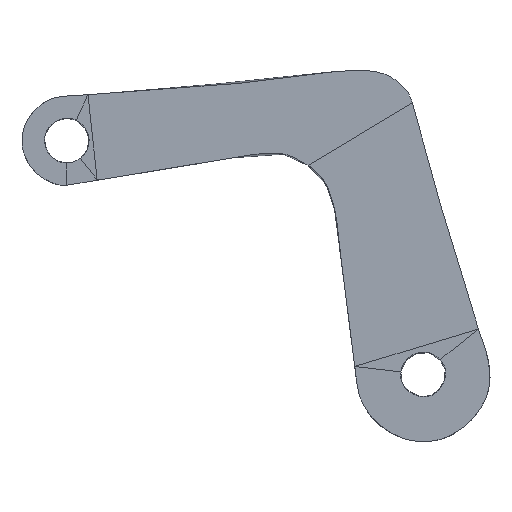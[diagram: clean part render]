
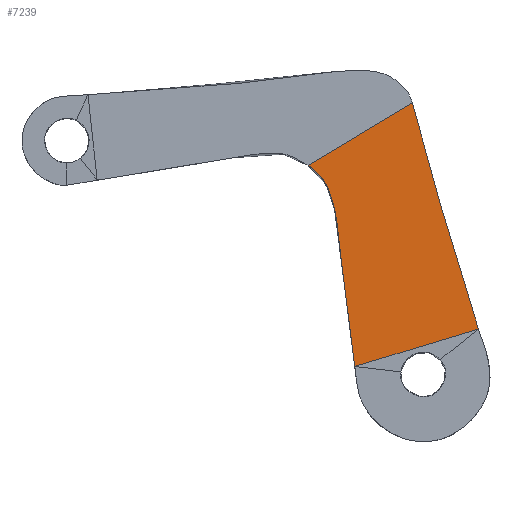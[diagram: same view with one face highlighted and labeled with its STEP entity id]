
A CAD part, top view. The second image highlights one B-rep face of the part: STEP entity #7239.
In plain terms, the highlighted free-form (B-spline) face has degree [3, 3] with [8, 7] control points.
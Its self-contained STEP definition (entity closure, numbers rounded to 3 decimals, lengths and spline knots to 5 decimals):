
#61= CARTESIAN_POINT($,(0.23946,-0.0704,
0.005));
#63= VERTEX_POINT($,#61);
#64= CARTESIAN_POINT($,(0.35163,-0.00306,
0.005));
#66= VERTEX_POINT($,#64);
#67= CARTESIAN_POINT($,(0.2897,-0.28675,
0.005));
#69= VERTEX_POINT($,#67);
#70= CARTESIAN_POINT($,(0.42285,-0.24652,
0.005));
#72= VERTEX_POINT($,#70);
#451= B_SPLINE_CURVE_WITH_KNOTS($,3,(#453,#455,#457,#459,#461,#463,#465,
#467),$,.F.,$,(4,1,1,1,1,4),(0.,0.125,0.25,0.5,0.75,1.),$);
#453= CARTESIAN_POINT($,(0.35163,-0.00306,
0.005));
#455= CARTESIAN_POINT($,(0.35391,-0.01191,
0.005));
#457= CARTESIAN_POINT($,(0.35868,-0.03009,
0.005));
#459= CARTESIAN_POINT($,(0.36905,-0.06811,
0.005));
#461= CARTESIAN_POINT($,(0.3834,-0.11835,
0.005));
#463= CARTESIAN_POINT($,(0.4024,-0.18161,
0.005));
#465= CARTESIAN_POINT($,(0.41594,-0.22485,
0.005));
#467= CARTESIAN_POINT($,(0.42285,-0.24652,
0.005));
#2071= B_SPLINE_CURVE_WITH_KNOTS($,3,(#2073,#2075,#2077,#2079,#2081,
#2083,#2085,#2087),$,.F.,$,(4,1,1,1,1,4),(0.,0.25,0.5,0.75,0.875,1.),$);
#2073= CARTESIAN_POINT($,(0.2897,-0.28675,
0.005));
#2075= CARTESIAN_POINT($,(0.28765,-0.26791,
0.005));
#2077= CARTESIAN_POINT($,(0.28259,-0.23042,
0.005));
#2079= CARTESIAN_POINT($,(0.275,-0.17415,
0.005));
#2081= CARTESIAN_POINT($,(0.27114,-0.12678,
0.005));
#2083= CARTESIAN_POINT($,(0.26115,-0.09136,
0.005));
#2085= CARTESIAN_POINT($,(0.24877,-0.07656,
0.005));
#2087= CARTESIAN_POINT($,(0.23946,-0.0704,
0.005));
#2129= B_SPLINE_CURVE_WITH_KNOTS($,3,(#2131,#2133,#2135,#2137,#2139,
#2141,#2143),$,.F.,$,(4,1,1,1,4),(0.,0.25,0.5,0.75,1.),$);
#2131= CARTESIAN_POINT($,(0.23946,-0.0704,
0.005));
#2133= CARTESIAN_POINT($,(0.24881,-0.06479,
0.005));
#2135= CARTESIAN_POINT($,(0.2675,-0.05357,
0.005));
#2137= CARTESIAN_POINT($,(0.29555,-0.03673,
0.005));
#2139= CARTESIAN_POINT($,(0.32359,-0.01989,
0.005));
#2141= CARTESIAN_POINT($,(0.34228,-0.00867,
0.005));
#2143= CARTESIAN_POINT($,(0.35163,-0.00306,
0.005));
#2209= B_SPLINE_CURVE_WITH_KNOTS($,3,(#2211,#2213,#2215,#2217,#2219,
#2221,#2223),$,.F.,$,(4,1,1,1,4),(0.,0.25,0.5,0.75,1.),$);
#2211= CARTESIAN_POINT($,(0.2897,-0.28675,
0.005));
#2213= CARTESIAN_POINT($,(0.30079,-0.28339,
0.005));
#2215= CARTESIAN_POINT($,(0.32298,-0.27669,
0.005));
#2217= CARTESIAN_POINT($,(0.35627,-0.26663,
0.005));
#2219= CARTESIAN_POINT($,(0.38956,-0.25657,
0.005));
#2221= CARTESIAN_POINT($,(0.41175,-0.24987,
0.005));
#2223= CARTESIAN_POINT($,(0.42285,-0.24652,
0.005));
#3067= EDGE_CURVE($,#66,#72,#451,.T.);
#3069= ORIENTED_EDGE($,*,*,#3067,.F.);
#3223= EDGE_CURVE($,#69,#63,#2071,.T.);
#3225= ORIENTED_EDGE($,*,*,#3223,.F.);
#3226= EDGE_CURVE($,#63,#66,#2129,.T.);
#3228= ORIENTED_EDGE($,*,*,#3226,.F.);
#3232= EDGE_CURVE($,#69,#72,#2209,.T.);
#3233= ORIENTED_EDGE($,*,*,#3232,.T.);
#6113= B_SPLINE_SURFACE_WITH_KNOTS($,3,3,((#6116,#6118,#6120,#6122,#6124
,#6126,#6128),(#6131,#6133,#6135,#6137,#6139,#6141,#6143),(#6146,#6148,
#6150,#6152,#6154,#6156,#6158),(#6161,#6163,#6165,#6167,#6169,#6171,
#6173),(#6176,#6178,#6180,#6182,#6184,#6186,#6188),(#6191,#6193,#6195,
#6197,#6199,#6201,#6203),(#6206,#6208,#6210,#6212,#6214,#6216,#6218),(
#6221,#6223,#6225,#6227,#6229,#6231,#6233)),$,$,$,$,(4,1,1,1,1,4),(4,1,1
,1,4),(0.,0.125,0.25,0.5,0.75,1.),(0.,0.25,0.5,0.75,1.),
.UNSPECIFIED.);
#6116= CARTESIAN_POINT($,(0.23946,-0.0704,
0.005));
#6118= CARTESIAN_POINT($,(0.24881,-0.06479,
0.005));
#6120= CARTESIAN_POINT($,(0.2675,-0.05357,
0.005));
#6122= CARTESIAN_POINT($,(0.29555,-0.03673,
0.005));
#6124= CARTESIAN_POINT($,(0.32359,-0.01989,
0.005));
#6126= CARTESIAN_POINT($,(0.34228,-0.00867,
0.005));
#6128= CARTESIAN_POINT($,(0.35163,-0.00306,
0.005));
#6131= CARTESIAN_POINT($,(0.24877,-0.07656,
0.005));
#6133= CARTESIAN_POINT($,(0.25753,-0.07117,
0.005));
#6135= CARTESIAN_POINT($,(0.27505,-0.0604,
0.005));
#6137= CARTESIAN_POINT($,(0.30134,-0.04423,
0.005));
#6139= CARTESIAN_POINT($,(0.32762,-0.02807,
0.005));
#6141= CARTESIAN_POINT($,(0.34515,-0.01729,
0.005));
#6143= CARTESIAN_POINT($,(0.35391,-0.01191,
0.005));
#6146= CARTESIAN_POINT($,(0.26115,-0.09136,
0.005));
#6148= CARTESIAN_POINT($,(0.26928,-0.08626,
0.005));
#6150= CARTESIAN_POINT($,(0.28553,-0.07604,
0.005));
#6152= CARTESIAN_POINT($,(0.30991,-0.06072,
0.005));
#6154= CARTESIAN_POINT($,(0.3343,-0.0454,
0.005));
#6156= CARTESIAN_POINT($,(0.35055,-0.03519,
0.005));
#6158= CARTESIAN_POINT($,(0.35868,-0.03009,
0.005));
#6161= CARTESIAN_POINT($,(0.27114,-0.12678,
0.005));
#6163= CARTESIAN_POINT($,(0.2793,-0.12189,
0.005));
#6165= CARTESIAN_POINT($,(0.29561,-0.11211,
0.005));
#6167= CARTESIAN_POINT($,(0.32009,-0.09745,
0.005));
#6169= CARTESIAN_POINT($,(0.34457,-0.08278,
0.005));
#6171= CARTESIAN_POINT($,(0.36089,-0.073,
0.005));
#6173= CARTESIAN_POINT($,(0.36905,-0.06811,
0.005));
#6176= CARTESIAN_POINT($,(0.275,-0.17415,
0.005));
#6178= CARTESIAN_POINT($,(0.28403,-0.1695,
0.005));
#6180= CARTESIAN_POINT($,(0.3021,-0.1602,
0.005));
#6182= CARTESIAN_POINT($,(0.3292,-0.14625,
0.005));
#6184= CARTESIAN_POINT($,(0.3563,-0.13231,
0.005));
#6186= CARTESIAN_POINT($,(0.37437,-0.12301,
0.005));
#6188= CARTESIAN_POINT($,(0.3834,-0.11835,
0.005));
#6191= CARTESIAN_POINT($,(0.28259,-0.23042,
0.005));
#6193= CARTESIAN_POINT($,(0.29258,-0.22635,
0.005));
#6195= CARTESIAN_POINT($,(0.31254,-0.21822,
0.005));
#6197= CARTESIAN_POINT($,(0.3425,-0.20602,
0.005));
#6199= CARTESIAN_POINT($,(0.37245,-0.19382,
0.005));
#6201= CARTESIAN_POINT($,(0.39242,-0.18568,
0.005));
#6203= CARTESIAN_POINT($,(0.4024,-0.18161,
0.005));
#6206= CARTESIAN_POINT($,(0.28765,-0.26791,
0.005));
#6208= CARTESIAN_POINT($,(0.29835,-0.26433,
0.005));
#6210= CARTESIAN_POINT($,(0.31973,-0.25715,
0.005));
#6212= CARTESIAN_POINT($,(0.3518,-0.24639,
0.005));
#6214= CARTESIAN_POINT($,(0.38387,-0.23562,
0.005));
#6216= CARTESIAN_POINT($,(0.40525,-0.22845,
0.005));
#6218= CARTESIAN_POINT($,(0.41594,-0.22485,
0.005));
#6221= CARTESIAN_POINT($,(0.2897,-0.28675,
0.005));
#6223= CARTESIAN_POINT($,(0.30079,-0.28339,
0.005));
#6225= CARTESIAN_POINT($,(0.32298,-0.27669,
0.005));
#6227= CARTESIAN_POINT($,(0.35627,-0.26663,
0.005));
#6229= CARTESIAN_POINT($,(0.38956,-0.25657,
0.005));
#6231= CARTESIAN_POINT($,(0.41175,-0.24987,
0.005));
#6233= CARTESIAN_POINT($,(0.42285,-0.24652,
0.005));
#7239= ADVANCED_FACE($,(#7241),#6113,.T.);
#7241= FACE_OUTER_BOUND($,#7242,.T.);
#7242= EDGE_LOOP($,(#3225,#3233,#3069,#3228));
